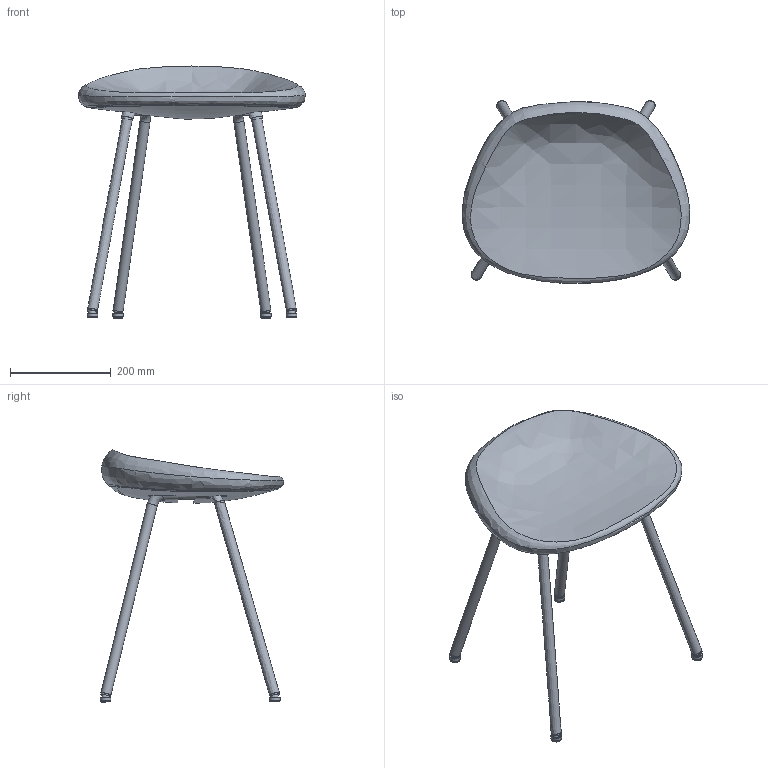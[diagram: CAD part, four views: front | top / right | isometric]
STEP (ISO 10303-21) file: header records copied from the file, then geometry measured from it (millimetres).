
FILE_DESCRIPTION(/* description */ (''),/* implementation_level */ '2;1');
FILE_NAME(/* name */ 'Pebble_CB-27_3D',/* time_stamp */ '2023-10-06T12:11:30+02:00',/* author */ (''),/* organization */ (''),/* preprocessor_version */ 'ST-DEVELOPER v16.5',/* originating_system */ 'Rhino 7.31',/* authorisation */ '');
FILE_SCHEMA (('AUTOMOTIVE_DESIGN'));
Length unit declared in the file: centimetre
Products named in the file (2): Document; Pebble_CB-27
Assembly tree (1 placements, depth 2):
  Document
    Pebble_CB-27
Bounding box: 451.23 x 363.41 x 499.71 mm (x, y, z)
Volume: 4770652.9 mm3; surface area: 470024.5 mm2
Topology: 6 solids, 20 shells, 80 faces, 133 edges, 86 vertices
Faces by surface type: bspline 30, plane 30, cylinder 20
Full cylindrical faces by diameter (mm): 19.5 x4, 20 x9, 21 x4
Entity records: 23352 total; most frequent: CARTESIAN_POINT 22147, ORIENTED_EDGE 250, EDGE_CURVE 133, EDGE_LOOP 89, VERTEX_POINT 86, ADVANCED_FACE 80, FACE_OUTER_BOUND 80, DIRECTION 60
